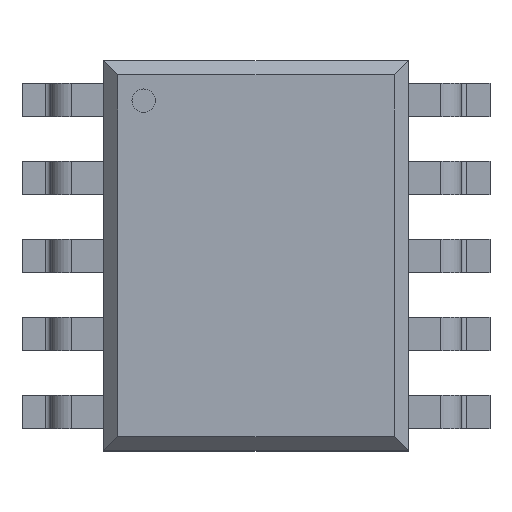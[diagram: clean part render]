
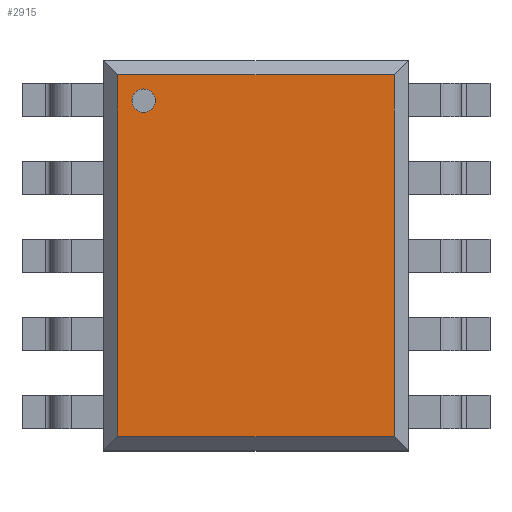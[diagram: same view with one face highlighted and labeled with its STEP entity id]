
A CAD part, top view. The second image highlights one B-rep face of the part: STEP entity #2915.
In plain terms, the highlighted planar face has unit normal (0, 0, 1).
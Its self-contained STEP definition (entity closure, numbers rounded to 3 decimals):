
#19=FACE_BOUND('',#445,.T.);
#107=CIRCLE('',#3138,0.15);
#292=FACE_OUTER_BOUND('',#444,.T.);
#444=EDGE_LOOP('',(#2487,#2488,#2489,#2490));
#445=EDGE_LOOP('',(#2491));
#748=LINE('',#4689,#1061);
#753=LINE('',#4699,#1066);
#755=LINE('',#4703,#1068);
#758=LINE('',#4708,#1071);
#1061=VECTOR('',#3885,1.);
#1066=VECTOR('',#3892,1.);
#1068=VECTOR('',#3896,1.);
#1071=VECTOR('',#3901,1.);
#1330=VERTEX_POINT('',#4682);
#1331=VERTEX_POINT('',#4687);
#1332=VERTEX_POINT('',#4688);
#1336=VERTEX_POINT('',#4698);
#1337=VERTEX_POINT('',#4702);
#1717=EDGE_CURVE('',#1330,#1330,#107,.T.);
#1718=EDGE_CURVE('',#1331,#1332,#748,.T.);
#1723=EDGE_CURVE('',#1332,#1336,#753,.T.);
#1725=EDGE_CURVE('',#1337,#1331,#755,.T.);
#1728=EDGE_CURVE('',#1336,#1337,#758,.T.);
#2487=ORIENTED_EDGE('',*,*,#1718,.F.);
#2488=ORIENTED_EDGE('',*,*,#1725,.F.);
#2489=ORIENTED_EDGE('',*,*,#1728,.F.);
#2490=ORIENTED_EDGE('',*,*,#1723,.F.);
#2491=ORIENTED_EDGE('',*,*,#1717,.T.);
#2630=PLANE('',#3146);
#2915=ADVANCED_FACE('',(#292,#19),#2630,.T.);
#3138=AXIS2_PLACEMENT_3D('',#4684,#3879,#3880);
#3146=AXIS2_PLACEMENT_3D('',#4720,#3912,#3913);
#3879=DIRECTION('center_axis',(0.,0.,-1.));
#3880=DIRECTION('ref_axis',(1.,0.,0.));
#3885=DIRECTION('',(0.,-1.,0.));
#3892=DIRECTION('',(-1.,0.,0.));
#3896=DIRECTION('',(1.,0.,0.));
#3901=DIRECTION('',(0.,1.,0.));
#3912=DIRECTION('center_axis',(0.,0.,1.));
#3913=DIRECTION('ref_axis',(1.,0.,0.));
#4682=CARTESIAN_POINT('',(-1.59,1.99,1.8));
#4684=CARTESIAN_POINT('Origin',(-1.44,1.99,1.8));
#4687=CARTESIAN_POINT('',(1.77,2.32,1.8));
#4688=CARTESIAN_POINT('',(1.77,-2.32,1.8));
#4689=CARTESIAN_POINT('',(1.77,0.,1.8));
#4698=CARTESIAN_POINT('',(-1.77,-2.32,1.8));
#4699=CARTESIAN_POINT('',(0.,-2.32,1.8));
#4702=CARTESIAN_POINT('',(-1.77,2.32,1.8));
#4703=CARTESIAN_POINT('',(0.,2.32,1.8));
#4708=CARTESIAN_POINT('',(-1.77,0.,1.8));
#4720=CARTESIAN_POINT('Origin',(0.,0.,1.8));
